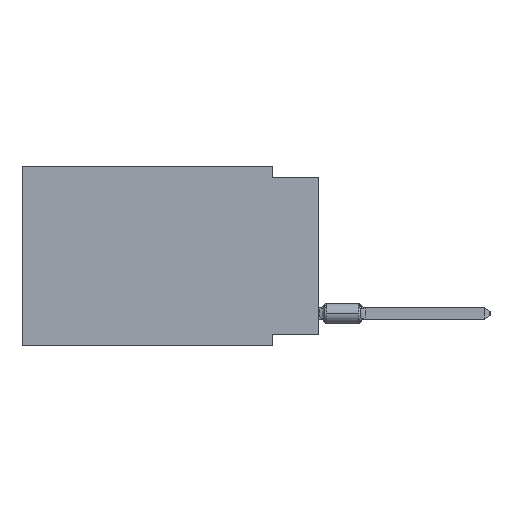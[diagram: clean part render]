
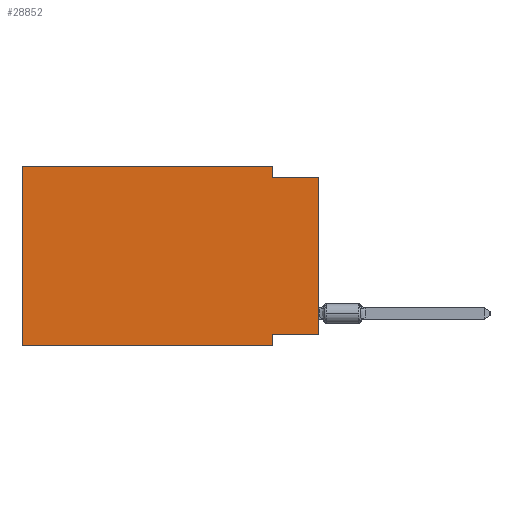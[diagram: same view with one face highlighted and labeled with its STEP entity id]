
A CAD part, left-side view. The second image highlights one B-rep face of the part: STEP entity #28852.
In plain terms, the highlighted planar face has unit normal (-1, 0, 0).
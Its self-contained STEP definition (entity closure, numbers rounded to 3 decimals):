
#2579 = LINE ( 'NONE', #11679, #9945 ) ;
#2614 = CARTESIAN_POINT ( 'NONE',  ( 0., 16.383, 0. ) ) ;
#2776 = CARTESIAN_POINT ( 'NONE',  ( 0., 2.54, -9.906 ) ) ;
#3340 = CARTESIAN_POINT ( 'NONE',  ( 0., 0., -9.271 ) ) ;
#3718 = VERTEX_POINT ( 'NONE', #34963 ) ;
#4270 = LINE ( 'NONE', #23701, #36301 ) ;
#6052 = LINE ( 'NONE', #48768, #36089 ) ;
#6251 = DIRECTION ( 'NONE',  ( 0., 1., 0. ) ) ;
#6370 = CARTESIAN_POINT ( 'NONE',  ( 0., 16.383, 0. ) ) ;
#6976 = DIRECTION ( 'NONE',  ( 0., 0., -1. ) ) ;
#9945 = VECTOR ( 'NONE', #6976, 1000. ) ;
#10458 = LINE ( 'NONE', #6370, #27679 ) ;
#10482 = DIRECTION ( 'NONE',  ( 0., 0., -1. ) ) ;
#11679 = CARTESIAN_POINT ( 'NONE',  ( 0., 2.54, 0. ) ) ;
#14512 = VECTOR ( 'NONE', #41022, 1000. ) ;
#15401 = EDGE_LOOP ( 'NONE', ( #39394, #37912, #19300, #26543, #22978, #60212, #38131, #28381 ) ) ;
#18568 = EDGE_CURVE ( 'NONE', #20460, #43601, #4270, .T. ) ;
#18980 = DIRECTION ( 'NONE',  ( 0., 0., 1. ) ) ;
#19300 = ORIENTED_EDGE ( 'NONE', *, *, #60791, .F. ) ;
#20460 = VERTEX_POINT ( 'NONE', #52147 ) ;
#20739 = CARTESIAN_POINT ( 'NONE',  ( 0., 0., -0.635 ) ) ;
#21833 = CARTESIAN_POINT ( 'NONE',  ( 0., 0., 0. ) ) ;
#22139 = VERTEX_POINT ( 'NONE', #3340 ) ;
#22655 = CARTESIAN_POINT ( 'NONE',  ( 0., 2.54, -9.906 ) ) ;
#22978 = ORIENTED_EDGE ( 'NONE', *, *, #18568, .F. ) ;
#23701 = CARTESIAN_POINT ( 'NONE',  ( 0., 16.383, 0. ) ) ;
#24923 = PLANE ( 'NONE',  #52922 ) ;
#26543 = ORIENTED_EDGE ( 'NONE', *, *, #48268, .F. ) ;
#26545 = EDGE_CURVE ( 'NONE', #22139, #31796, #26564, .T. ) ;
#26564 = LINE ( 'NONE', #21833, #14512 ) ;
#27679 = VECTOR ( 'NONE', #29620, 1000. ) ;
#27692 = LINE ( 'NONE', #22655, #44877 ) ;
#28381 = ORIENTED_EDGE ( 'NONE', *, *, #42092, .F. ) ;
#28852 = ADVANCED_FACE ( 'NONE', ( #39065 ), #24923, .F. ) ;
#29462 = VERTEX_POINT ( 'NONE', #35838 ) ;
#29620 = DIRECTION ( 'NONE',  ( 0., -1., 0. ) ) ;
#30133 = CARTESIAN_POINT ( 'NONE',  ( 0., 2.54, 0. ) ) ;
#31796 = VERTEX_POINT ( 'NONE', #20739 ) ;
#34963 = CARTESIAN_POINT ( 'NONE',  ( 0., 2.54, -0.635 ) ) ;
#34980 = DIRECTION ( 'NONE',  ( 1., 0., 0. ) ) ;
#35173 = VECTOR ( 'NONE', #6251, 1000. ) ;
#35838 = CARTESIAN_POINT ( 'NONE',  ( 0., 2.54, -9.271 ) ) ;
#36089 = VECTOR ( 'NONE', #53776, 1000. ) ;
#36301 = VECTOR ( 'NONE', #18980, 1000. ) ;
#37912 = ORIENTED_EDGE ( 'NONE', *, *, #49578, .F. ) ;
#38131 = ORIENTED_EDGE ( 'NONE', *, *, #58266, .F. ) ;
#39065 = FACE_OUTER_BOUND ( 'NONE', #15401, .T. ) ;
#39230 = CARTESIAN_POINT ( 'NONE',  ( 0., 0., -9.271 ) ) ;
#39375 = CARTESIAN_POINT ( 'NONE',  ( 0., 16.383, 0. ) ) ;
#39394 = ORIENTED_EDGE ( 'NONE', *, *, #26545, .T. ) ;
#40210 = EDGE_CURVE ( 'NONE', #20460, #53863, #51084, .T. ) ;
#40775 = VERTEX_POINT ( 'NONE', #30133 ) ;
#41022 = DIRECTION ( 'NONE',  ( 0., 0., 1. ) ) ;
#41826 = DIRECTION ( 'NONE',  ( 0., 0., -1. ) ) ;
#42092 = EDGE_CURVE ( 'NONE', #22139, #29462, #48658, .T. ) ;
#43601 = VERTEX_POINT ( 'NONE', #2614 ) ;
#44877 = VECTOR ( 'NONE', #41826, 1000. ) ;
#48268 = EDGE_CURVE ( 'NONE', #43601, #40775, #10458, .T. ) ;
#48658 = LINE ( 'NONE', #39230, #35173 ) ;
#48768 = CARTESIAN_POINT ( 'NONE',  ( 0., 0., -0.635 ) ) ;
#49578 = EDGE_CURVE ( 'NONE', #3718, #31796, #6052, .T. ) ;
#51084 = LINE ( 'NONE', #55789, #52038 ) ;
#52038 = VECTOR ( 'NONE', #60823, 1000. ) ;
#52147 = CARTESIAN_POINT ( 'NONE',  ( 0., 16.383, -9.906 ) ) ;
#52922 = AXIS2_PLACEMENT_3D ( 'NONE', #39375, #34980, #10482 ) ;
#53776 = DIRECTION ( 'NONE',  ( 0., -1., 0. ) ) ;
#53863 = VERTEX_POINT ( 'NONE', #2776 ) ;
#55789 = CARTESIAN_POINT ( 'NONE',  ( 0., 16.383, -9.906 ) ) ;
#58266 = EDGE_CURVE ( 'NONE', #29462, #53863, #27692, .T. ) ;
#60212 = ORIENTED_EDGE ( 'NONE', *, *, #40210, .T. ) ;
#60791 = EDGE_CURVE ( 'NONE', #40775, #3718, #2579, .T. ) ;
#60823 = DIRECTION ( 'NONE',  ( 0., -1., 0. ) ) ;
